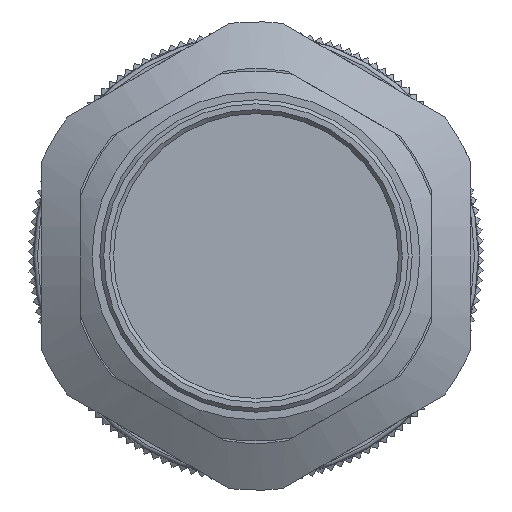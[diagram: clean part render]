
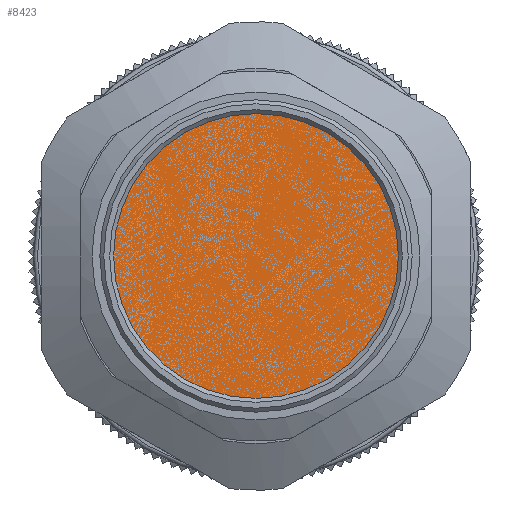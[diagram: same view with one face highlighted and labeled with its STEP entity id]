
A CAD part, left-side view. The second image highlights one B-rep face of the part: STEP entity #8423.
In plain terms, the highlighted planar face has unit normal (1, 0, 0).
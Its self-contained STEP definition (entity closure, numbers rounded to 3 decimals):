
#2587=FACE_OUTER_BOUND('',#3104,.T.);
#3104=EDGE_LOOP('',(#7605));
#3330=CIRCLE('',#9171,20.);
#4028=VERTEX_POINT('',#15231);
#5221=EDGE_CURVE('',#4028,#4028,#3330,.T.);
#7605=ORIENTED_EDGE('',*,*,#5221,.T.);
#7915=PLANE('',#9170);
#8423=ADVANCED_FACE('',(#2587),#7915,.T.);
#9170=AXIS2_PLACEMENT_3D('',#15230,#10985,#10986);
#9171=AXIS2_PLACEMENT_3D('',#15232,#10987,#10988);
#10985=DIRECTION('center_axis',(1.,0.,0.));
#10986=DIRECTION('ref_axis',(0.,0.,-1.));
#10987=DIRECTION('center_axis',(1.,0.,0.));
#10988=DIRECTION('ref_axis',(0.,0.,-1.));
#15230=CARTESIAN_POINT('Origin',(-5.729,-2.758,0.));
#15231=CARTESIAN_POINT('',(-5.729,17.242,0.));
#15232=CARTESIAN_POINT('Origin',(-5.729,-2.758,0.));
